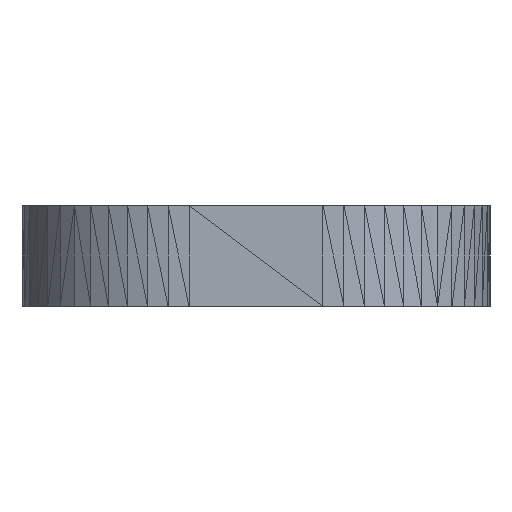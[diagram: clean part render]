
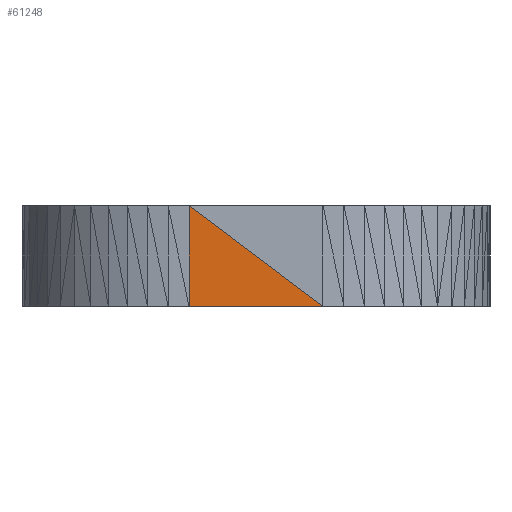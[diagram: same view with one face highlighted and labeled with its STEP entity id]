
A CAD part, left-side view. The second image highlights one B-rep face of the part: STEP entity #61248.
In plain terms, the highlighted planar face has unit normal (-1, 0, 0).
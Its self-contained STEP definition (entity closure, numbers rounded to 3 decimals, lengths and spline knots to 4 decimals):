
#61053 = VERTEX_POINT('',#61054);
#61054 = CARTESIAN_POINT('',(-29.75,1.,1.5));
#61089 = PLANE('',#61090);
#61090 = AXIS2_PLACEMENT_3D('',#61091,#61092,#61093);
#61091 = CARTESIAN_POINT('',(-29.75,-0.25,1.));
#61092 = DIRECTION('',(-1.,-0.,-0.));
#61093 = DIRECTION('',(0.,0.,-1.));
#61105 = VERTEX_POINT('',#61106);
#61106 = CARTESIAN_POINT('',(-29.75,1.,0.));
#61127 = PLANE('',#61128);
#61128 = AXIS2_PLACEMENT_3D('',#61129,#61130,#61131);
#61129 = CARTESIAN_POINT('',(-29.7446,1.0864,
    0.8204));
#61130 = DIRECTION('',(-0.998,0.063,
    0.));
#61131 = DIRECTION('',(-0.063,-0.998,0.));
#61197 = EDGE_CURVE('',#61053,#61105,#61198,.T.);
#61198 = SURFACE_CURVE('',#61199,(#61203,#61210),.PCURVE_S1.);
#61199 = LINE('',#61200,#61201);
#61200 = CARTESIAN_POINT('',(-29.75,1.,1.5));
#61201 = VECTOR('',#61202,1.);
#61202 = DIRECTION('',(0.,0.,-1.));
#61203 = PCURVE('',#61127,#61204);
#61204 = DEFINITIONAL_REPRESENTATION('',(#61205),#61209);
#61205 = LINE('',#61206,#61207);
#61206 = CARTESIAN_POINT('',(0.087,0.68));
#61207 = VECTOR('',#61208,1.);
#61208 = DIRECTION('',(0.,-1.));
#61209 = ( GEOMETRIC_REPRESENTATION_CONTEXT(2) 
PARAMETRIC_REPRESENTATION_CONTEXT() REPRESENTATION_CONTEXT('2D SPACE',''
  ) );
#61210 = PCURVE('',#61211,#61216);
#61211 = PLANE('',#61212);
#61212 = AXIS2_PLACEMENT_3D('',#61213,#61214,#61215);
#61213 = CARTESIAN_POINT('',(-29.75,0.25,0.5));
#61214 = DIRECTION('',(-1.,-0.,-0.));
#61215 = DIRECTION('',(0.,0.,-1.));
#61216 = DEFINITIONAL_REPRESENTATION('',(#61217),#61221);
#61217 = LINE('',#61218,#61219);
#61218 = CARTESIAN_POINT('',(-1.,-0.75));
#61219 = VECTOR('',#61220,1.);
#61220 = DIRECTION('',(1.,0.));
#61221 = ( GEOMETRIC_REPRESENTATION_CONTEXT(2) 
PARAMETRIC_REPRESENTATION_CONTEXT() REPRESENTATION_CONTEXT('2D SPACE',''
  ) );
#61248 = ADVANCED_FACE('',(#61249),#61211,.T.);
#61249 = FACE_BOUND('',#61250,.T.);
#61250 = EDGE_LOOP('',(#61251,#61274,#61275));
#61251 = ORIENTED_EDGE('',*,*,#61252,.T.);
#61252 = EDGE_CURVE('',#61253,#61053,#61255,.T.);
#61253 = VERTEX_POINT('',#61254);
#61254 = CARTESIAN_POINT('',(-29.75,-1.,0.));
#61255 = SURFACE_CURVE('',#61256,(#61260,#61267),.PCURVE_S1.);
#61256 = LINE('',#61257,#61258);
#61257 = CARTESIAN_POINT('',(-29.75,-1.,0.));
#61258 = VECTOR('',#61259,1.);
#61259 = DIRECTION('',(0.,0.8,0.6));
#61260 = PCURVE('',#61211,#61261);
#61261 = DEFINITIONAL_REPRESENTATION('',(#61262),#61266);
#61262 = LINE('',#61263,#61264);
#61263 = CARTESIAN_POINT('',(0.5,1.25));
#61264 = VECTOR('',#61265,1.);
#61265 = DIRECTION('',(-0.6,-0.8));
#61266 = ( GEOMETRIC_REPRESENTATION_CONTEXT(2) 
PARAMETRIC_REPRESENTATION_CONTEXT() REPRESENTATION_CONTEXT('2D SPACE',''
  ) );
#61267 = PCURVE('',#61089,#61268);
#61268 = DEFINITIONAL_REPRESENTATION('',(#61269),#61273);
#61269 = LINE('',#61270,#61271);
#61270 = CARTESIAN_POINT('',(1.,0.75));
#61271 = VECTOR('',#61272,1.);
#61272 = DIRECTION('',(-0.6,-0.8));
#61273 = ( GEOMETRIC_REPRESENTATION_CONTEXT(2) 
PARAMETRIC_REPRESENTATION_CONTEXT() REPRESENTATION_CONTEXT('2D SPACE',''
  ) );
#61274 = ORIENTED_EDGE('',*,*,#61197,.T.);
#61275 = ORIENTED_EDGE('',*,*,#61276,.T.);
#61276 = EDGE_CURVE('',#61105,#61253,#61277,.T.);
#61277 = SURFACE_CURVE('',#61278,(#61282,#61289),.PCURVE_S1.);
#61278 = LINE('',#61279,#61280);
#61279 = CARTESIAN_POINT('',(-29.75,1.,0.));
#61280 = VECTOR('',#61281,1.);
#61281 = DIRECTION('',(0.,-1.,0.));
#61282 = PCURVE('',#61211,#61283);
#61283 = DEFINITIONAL_REPRESENTATION('',(#61284),#61288);
#61284 = LINE('',#61285,#61286);
#61285 = CARTESIAN_POINT('',(0.5,-0.75));
#61286 = VECTOR('',#61287,1.);
#61287 = DIRECTION('',(0.,1.));
#61288 = ( GEOMETRIC_REPRESENTATION_CONTEXT(2) 
PARAMETRIC_REPRESENTATION_CONTEXT() REPRESENTATION_CONTEXT('2D SPACE',''
  ) );
#61289 = PCURVE('',#61290,#61295);
#61290 = PLANE('',#61291);
#61291 = AXIS2_PLACEMENT_3D('',#61292,#61293,#61294);
#61292 = CARTESIAN_POINT('',(-29.059,0.,0.));
#61293 = DIRECTION('',(-0.,-0.,-1.));
#61294 = DIRECTION('',(-1.,0.,0.));
#61295 = DEFINITIONAL_REPRESENTATION('',(#61296),#61300);
#61296 = LINE('',#61297,#61298);
#61297 = CARTESIAN_POINT('',(0.691,1.));
#61298 = VECTOR('',#61299,1.);
#61299 = DIRECTION('',(0.,-1.));
#61300 = ( GEOMETRIC_REPRESENTATION_CONTEXT(2) 
PARAMETRIC_REPRESENTATION_CONTEXT() REPRESENTATION_CONTEXT('2D SPACE',''
  ) );
